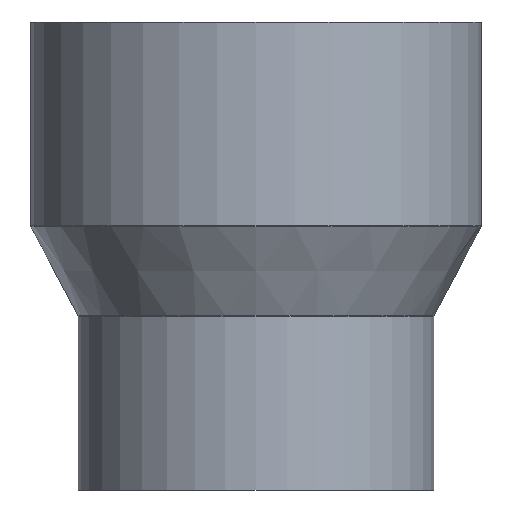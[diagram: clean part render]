
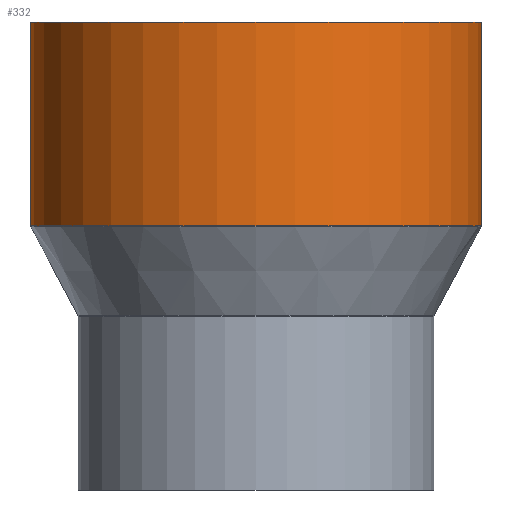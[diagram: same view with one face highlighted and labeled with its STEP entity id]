
A CAD part, front view. The second image highlights one B-rep face of the part: STEP entity #332.
In plain terms, the highlighted cylindrical face has radius 225 mm (diameter 450 mm), a partial arc.
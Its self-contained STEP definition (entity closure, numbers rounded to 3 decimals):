
#10 = ORIENTED_EDGE ( 'NONE', *, *, #543, .F. ) ;
#11 = DIRECTION ( 'NONE',  ( 0., 0., -1. ) ) ;
#18 = EDGE_CURVE ( 'NONE', #97, #488, #28, .T. ) ;
#28 = CIRCLE ( 'NONE', #124, 225. ) ;
#46 = CARTESIAN_POINT ( 'NONE',  ( -225., 0., 39.754 ) ) ;
#63 = LINE ( 'NONE', #270, #601 ) ;
#66 = AXIS2_PLACEMENT_3D ( 'NONE', #321, #11, #220 ) ;
#97 = VERTEX_POINT ( 'NONE', #542 ) ;
#100 = DIRECTION ( 'NONE',  ( -1., 0., 0. ) ) ;
#112 = DIRECTION ( 'NONE',  ( 0., 0., -1. ) ) ;
#115 = CARTESIAN_POINT ( 'NONE',  ( 225., 0., -16.533 ) ) ;
#124 = AXIS2_PLACEMENT_3D ( 'NONE', #598, #141, #100 ) ;
#141 = DIRECTION ( 'NONE',  ( 0., 0., -1. ) ) ;
#154 = DIRECTION ( 'NONE',  ( 0., 0., -1. ) ) ;
#220 = DIRECTION ( 'NONE',  ( -1., 0., 0. ) ) ;
#257 = CARTESIAN_POINT ( 'NONE',  ( -225., 0., 243.254 ) ) ;
#270 = CARTESIAN_POINT ( 'NONE',  ( -225., 0., -16.533 ) ) ;
#274 = FACE_OUTER_BOUND ( 'NONE', #553, .T. ) ;
#276 = AXIS2_PLACEMENT_3D ( 'NONE', #278, #623, #504 ) ;
#278 = CARTESIAN_POINT ( 'NONE',  ( 0., 0., 39.754 ) ) ;
#287 = CIRCLE ( 'NONE', #276, 225. ) ;
#315 = LINE ( 'NONE', #115, #351 ) ;
#321 = CARTESIAN_POINT ( 'NONE',  ( 0., 0., -16.533 ) ) ;
#322 = EDGE_CURVE ( 'NONE', #488, #423, #63, .T. ) ;
#332 = ADVANCED_FACE ( 'NONE', ( #274 ), #517, .T. ) ;
#351 = VECTOR ( 'NONE', #112, 1000. ) ;
#369 = ORIENTED_EDGE ( 'NONE', *, *, #18, .T. ) ;
#382 = ORIENTED_EDGE ( 'NONE', *, *, #322, .T. ) ;
#423 = VERTEX_POINT ( 'NONE', #46 ) ;
#428 = CARTESIAN_POINT ( 'NONE',  ( 225., 0., 39.754 ) ) ;
#488 = VERTEX_POINT ( 'NONE', #257 ) ;
#504 = DIRECTION ( 'NONE',  ( -1., 0., 0. ) ) ;
#517 = CYLINDRICAL_SURFACE ( 'NONE', #66, 225. ) ;
#542 = CARTESIAN_POINT ( 'NONE',  ( 225., 0., 243.254 ) ) ;
#543 = EDGE_CURVE ( 'NONE', #586, #423, #287, .T. ) ;
#553 = EDGE_LOOP ( 'NONE', ( #637, #369, #382, #10 ) ) ;
#575 = EDGE_CURVE ( 'NONE', #97, #586, #315, .T. ) ;
#586 = VERTEX_POINT ( 'NONE', #428 ) ;
#598 = CARTESIAN_POINT ( 'NONE',  ( 0., 0., 243.254 ) ) ;
#601 = VECTOR ( 'NONE', #154, 1000. ) ;
#623 = DIRECTION ( 'NONE',  ( 0., 0., -1. ) ) ;
#637 = ORIENTED_EDGE ( 'NONE', *, *, #575, .F. ) ;
